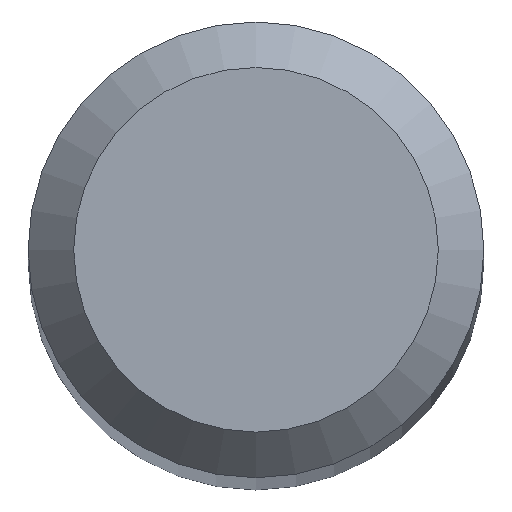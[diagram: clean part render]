
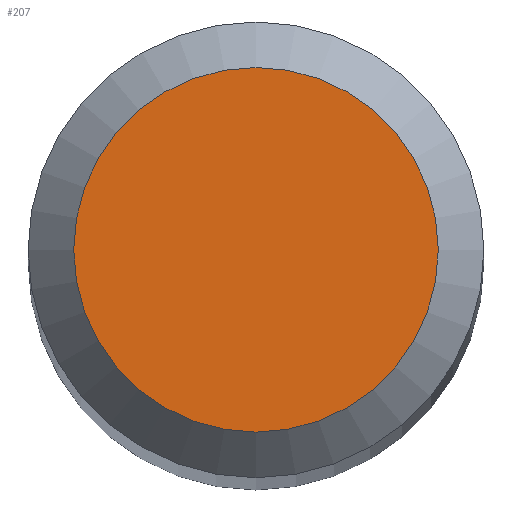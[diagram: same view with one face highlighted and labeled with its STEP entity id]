
A CAD part, top view. The second image highlights one B-rep face of the part: STEP entity #207.
In plain terms, the highlighted planar face has unit normal (0, 0, 1).
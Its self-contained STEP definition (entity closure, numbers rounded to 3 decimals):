
#27 = AXIS2_PLACEMENT_3D ( 'NONE', #35, #120, #40 ) ;
#35 = CARTESIAN_POINT ( 'NONE',  ( 0., 0., 30. ) ) ;
#40 = DIRECTION ( 'NONE',  ( 0., 1., 0. ) ) ;
#60 = FACE_OUTER_BOUND ( 'NONE', #219, .T. ) ;
#98 = DIRECTION ( 'NONE',  ( 0., 1., 0. ) ) ;
#102 = DIRECTION ( 'NONE',  ( 0., 0., -1. ) ) ;
#114 = AXIS2_PLACEMENT_3D ( 'NONE', #225, #102, #98 ) ;
#120 = DIRECTION ( 'NONE',  ( 0., 0., -1. ) ) ;
#162 = EDGE_CURVE ( 'NONE', #168, #168, #233, .T. ) ;
#168 = VERTEX_POINT ( 'NONE', #282 ) ;
#207 = ADVANCED_FACE ( 'NONE', ( #60 ), #228, .F. ) ;
#219 = EDGE_LOOP ( 'NONE', ( #241 ) ) ;
#225 = CARTESIAN_POINT ( 'NONE',  ( 0., 0., 30. ) ) ;
#228 = PLANE ( 'NONE',  #27 ) ;
#233 = CIRCLE ( 'NONE', #114, 0.6 ) ;
#241 = ORIENTED_EDGE ( 'NONE', *, *, #162, .F. ) ;
#282 = CARTESIAN_POINT ( 'NONE',  ( 0., 0.6, 30. ) ) ;
